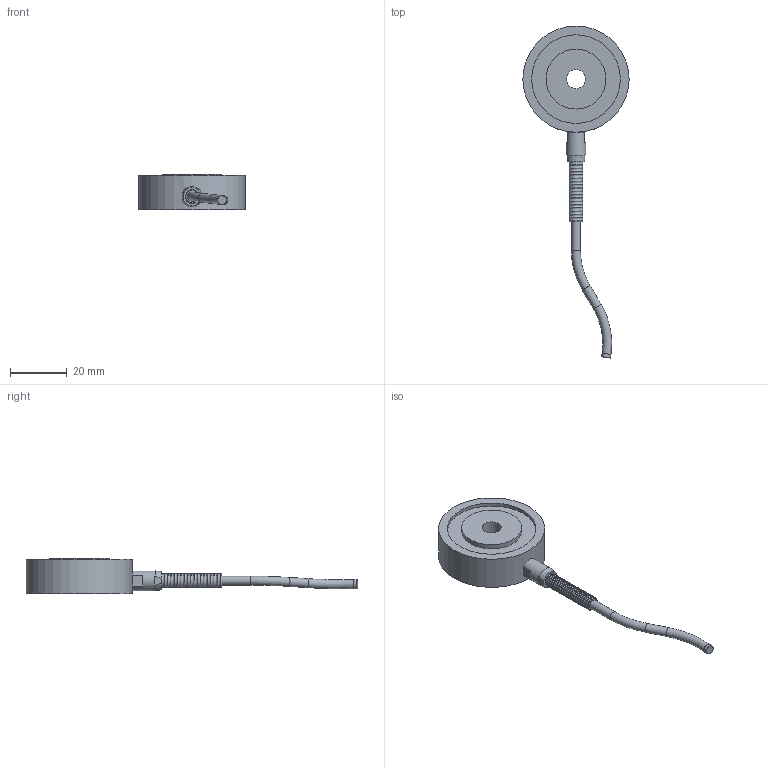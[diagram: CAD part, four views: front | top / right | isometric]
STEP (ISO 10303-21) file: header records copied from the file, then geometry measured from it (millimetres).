
FILE_DESCRIPTION(/* description */ ('','CAx-IF Rec.Pracs.---Representation and Presentation of Product Manufacturing Information (PMI)---4.0---2014-10-13'),/* implementation_level */ '2;1');
FILE_NAME(/* name */ 'LTH350 1-4 ID.stp',/* time_stamp */ '2018-01-09T12:07:41-08:00',/* author */ ('richard'),/* organization */ (''),/* preprocessor_version */ 'ST-DEVELOPER v16.13',/* originating_system */ 'Autodesk Inventor 2018',/* authorisation */ '');
FILE_SCHEMA (('AP242_MANAGED_MODEL_BASED_3D_ENGINEERING_MIM_LF { 1 0 10303 442 1 1 4 }'));
Length unit declared in the file: inch
Products named in the file (1): PART1
Bounding box: 37.59 x 117.52 x 12.7 mm (x, y, z)
Volume: 13016.3 mm3; surface area: 5957.5 mm2
Topology: 1 solids, 2 shells, 104 faces, 216 edges, 126 vertices
Faces by surface type: torus 55, plane 26, cylinder 18, cone 5
Full cylindrical faces by diameter (mm): 3.048 x1, 3.175 x3, 4.801 x1, 5.334 x1, 5.791 x1, 6.706 x1, 7.061 x1, 19.177 x1, 20.193 x1, 20.269 x1, 21.209 x1, 31.369 x1, 32.309 x1, 32.385 x1, 33.401 x1, 37.592 x1
Entity records: 2388 total; most frequent: DIRECTION 448, CARTESIAN_POINT 407, ORIENTED_EDGE 270, AXIS2_PLACEMENT_3D 214, EDGE_LOOP 192, EDGE_CURVE 135, VERTEX_POINT 117, CIRCLE 105
